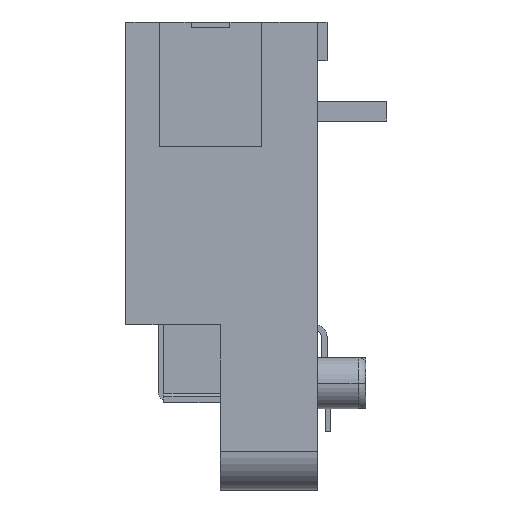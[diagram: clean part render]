
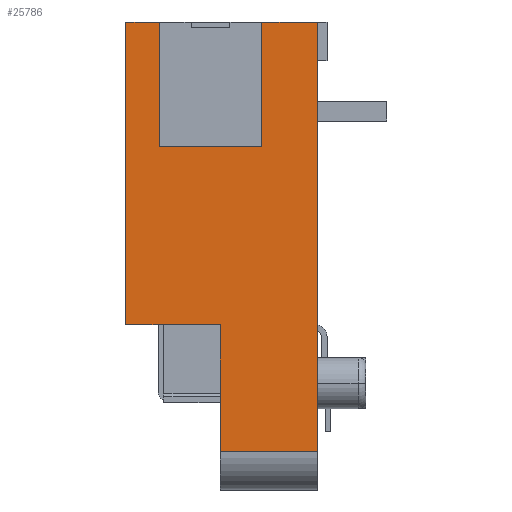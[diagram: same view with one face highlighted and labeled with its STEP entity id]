
A CAD part, left-side view. The second image highlights one B-rep face of the part: STEP entity #25786.
In plain terms, the highlighted planar face has unit normal (-1, 0, 0).
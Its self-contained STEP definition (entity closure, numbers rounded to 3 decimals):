
#289 = VECTOR ( 'NONE', #2466, 1000. ) ;
#529 = ORIENTED_EDGE ( 'NONE', *, *, #4484, .T. ) ;
#2166 = AXIS2_PLACEMENT_3D ( 'NONE', #29308, #12647, #3250 ) ;
#2466 = DIRECTION ( 'NONE',  ( 0., 0., -1. ) ) ;
#3053 = DIRECTION ( 'NONE',  ( 0., 0., -1. ) ) ;
#3095 = CARTESIAN_POINT ( 'NONE',  ( -12.03, 4.6, -1.32 ) ) ;
#3250 = DIRECTION ( 'NONE',  ( 0., 0., -1. ) ) ;
#3352 = CARTESIAN_POINT ( 'NONE',  ( -12.03, 7.8, 2.75 ) ) ;
#3744 = VERTEX_POINT ( 'NONE', #3095 ) ;
#3925 = LINE ( 'NONE', #23132, #26987 ) ;
#4248 = VECTOR ( 'NONE', #9724, 1000. ) ;
#4484 = EDGE_CURVE ( 'NONE', #3744, #13736, #12350, .T. ) ;
#4961 = VECTOR ( 'NONE', #22946, 1000. ) ;
#4981 = FACE_OUTER_BOUND ( 'NONE', #24146, .T. ) ;
#5024 = DIRECTION ( 'NONE',  ( 0., 1., 0. ) ) ;
#5164 = DIRECTION ( 'NONE',  ( 0., -1., 0. ) ) ;
#5378 = ORIENTED_EDGE ( 'NONE', *, *, #26654, .T. ) ;
#5583 = CARTESIAN_POINT ( 'NONE',  ( -12.03, 7.8, 1.32 ) ) ;
#5757 = LINE ( 'NONE', #19188, #289 ) ;
#5924 = ORIENTED_EDGE ( 'NONE', *, *, #25644, .T. ) ;
#6053 = DIRECTION ( 'NONE',  ( 0., 0., -1. ) ) ;
#7275 = VERTEX_POINT ( 'NONE', #20861 ) ;
#7571 = CARTESIAN_POINT ( 'NONE',  ( -12.03, 4.6, -1.32 ) ) ;
#7966 = ORIENTED_EDGE ( 'NONE', *, *, #14241, .T. ) ;
#8003 = CARTESIAN_POINT ( 'NONE',  ( -12.03, 7.8, -2.18 ) ) ;
#8060 = PLANE ( 'NONE',  #2166 ) ;
#9111 = CARTESIAN_POINT ( 'NONE',  ( -12.03, 0., 0.25 ) ) ;
#9724 = DIRECTION ( 'NONE',  ( 0., -1., 0. ) ) ;
#9936 = LINE ( 'NONE', #10426, #18693 ) ;
#10160 = VECTOR ( 'NONE', #5024, 1000. ) ;
#10280 = EDGE_CURVE ( 'NONE', #18291, #26514, #26847, .T. ) ;
#10426 = CARTESIAN_POINT ( 'NONE',  ( -12.03, 7.8, 1.32 ) ) ;
#10793 = LINE ( 'NONE', #15862, #4961 ) ;
#10813 = LINE ( 'NONE', #23912, #22871 ) ;
#12143 = CARTESIAN_POINT ( 'NONE',  ( -12.03, 7.8, -1.32 ) ) ;
#12165 = EDGE_CURVE ( 'NONE', #29040, #17004, #12649, .T. ) ;
#12283 = CARTESIAN_POINT ( 'NONE',  ( -12.03, -3.25, 2.75 ) ) ;
#12350 = LINE ( 'NONE', #7571, #10160 ) ;
#12379 = EDGE_CURVE ( 'NONE', #18291, #29367, #19952, .T. ) ;
#12647 = DIRECTION ( 'NONE',  ( 1., 0., 0. ) ) ;
#12649 = LINE ( 'NONE', #25901, #4248 ) ;
#12929 = VECTOR ( 'NONE', #5164, 1000. ) ;
#13006 = VECTOR ( 'NONE', #6053, 1000. ) ;
#13633 = VECTOR ( 'NONE', #17878, 1000. ) ;
#13736 = VERTEX_POINT ( 'NONE', #12143 ) ;
#14241 = EDGE_CURVE ( 'NONE', #30258, #7275, #9936, .T. ) ;
#14357 = LINE ( 'NONE', #29570, #13633 ) ;
#15456 = ORIENTED_EDGE ( 'NONE', *, *, #10280, .T. ) ;
#15748 = ORIENTED_EDGE ( 'NONE', *, *, #24866, .T. ) ;
#15862 = CARTESIAN_POINT ( 'NONE',  ( -12.03, 7.8, 2.75 ) ) ;
#17004 = VERTEX_POINT ( 'NONE', #12283 ) ;
#17478 = CARTESIAN_POINT ( 'NONE',  ( -12.03, -3.25, 0.25 ) ) ;
#17503 = EDGE_CURVE ( 'NONE', #17004, #26514, #5757, .T. ) ;
#17878 = DIRECTION ( 'NONE',  ( 0., -1., 0. ) ) ;
#18139 = CARTESIAN_POINT ( 'NONE',  ( -12.03, 0., -2.18 ) ) ;
#18291 = VERTEX_POINT ( 'NONE', #29503 ) ;
#18693 = VECTOR ( 'NONE', #29245, 1000. ) ;
#19188 = CARTESIAN_POINT ( 'NONE',  ( -12.03, -3.25, 2.75 ) ) ;
#19805 = EDGE_CURVE ( 'NONE', #13736, #28521, #10793, .T. ) ;
#19952 = LINE ( 'NONE', #24766, #13006 ) ;
#20861 = CARTESIAN_POINT ( 'NONE',  ( -12.03, 4.6, 1.32 ) ) ;
#22871 = VECTOR ( 'NONE', #3053, 1000. ) ;
#22946 = DIRECTION ( 'NONE',  ( 0., 0., -1. ) ) ;
#23089 = ORIENTED_EDGE ( 'NONE', *, *, #12379, .F. ) ;
#23132 = CARTESIAN_POINT ( 'NONE',  ( -12.03, 4.6, 1.32 ) ) ;
#23872 = ORIENTED_EDGE ( 'NONE', *, *, #19805, .T. ) ;
#23912 = CARTESIAN_POINT ( 'NONE',  ( -12.03, 7.8, 2.75 ) ) ;
#24146 = EDGE_LOOP ( 'NONE', ( #7966, #15748, #529, #23872, #5378, #23089, #15456, #29834, #25484, #5924 ) ) ;
#24766 = CARTESIAN_POINT ( 'NONE',  ( -12.03, 0., 0.25 ) ) ;
#24866 = EDGE_CURVE ( 'NONE', #7275, #3744, #3925, .T. ) ;
#25484 = ORIENTED_EDGE ( 'NONE', *, *, #12165, .F. ) ;
#25644 = EDGE_CURVE ( 'NONE', #29040, #30258, #10813, .T. ) ;
#25786 = ADVANCED_FACE ( 'NONE', ( #4981 ), #8060, .F. ) ;
#25901 = CARTESIAN_POINT ( 'NONE',  ( -12.03, 7.8, 2.75 ) ) ;
#26514 = VERTEX_POINT ( 'NONE', #17478 ) ;
#26654 = EDGE_CURVE ( 'NONE', #28521, #29367, #14357, .T. ) ;
#26847 = LINE ( 'NONE', #9111, #12929 ) ;
#26987 = VECTOR ( 'NONE', #27824, 1000. ) ;
#27824 = DIRECTION ( 'NONE',  ( 0., 0., -1. ) ) ;
#28521 = VERTEX_POINT ( 'NONE', #8003 ) ;
#29040 = VERTEX_POINT ( 'NONE', #3352 ) ;
#29245 = DIRECTION ( 'NONE',  ( 0., -1., 0. ) ) ;
#29308 = CARTESIAN_POINT ( 'NONE',  ( -12.03, 7.8, 2.75 ) ) ;
#29367 = VERTEX_POINT ( 'NONE', #18139 ) ;
#29503 = CARTESIAN_POINT ( 'NONE',  ( -12.03, 0., 0.25 ) ) ;
#29570 = CARTESIAN_POINT ( 'NONE',  ( -12.03, 7.8, -2.18 ) ) ;
#29834 = ORIENTED_EDGE ( 'NONE', *, *, #17503, .F. ) ;
#30258 = VERTEX_POINT ( 'NONE', #5583 ) ;
